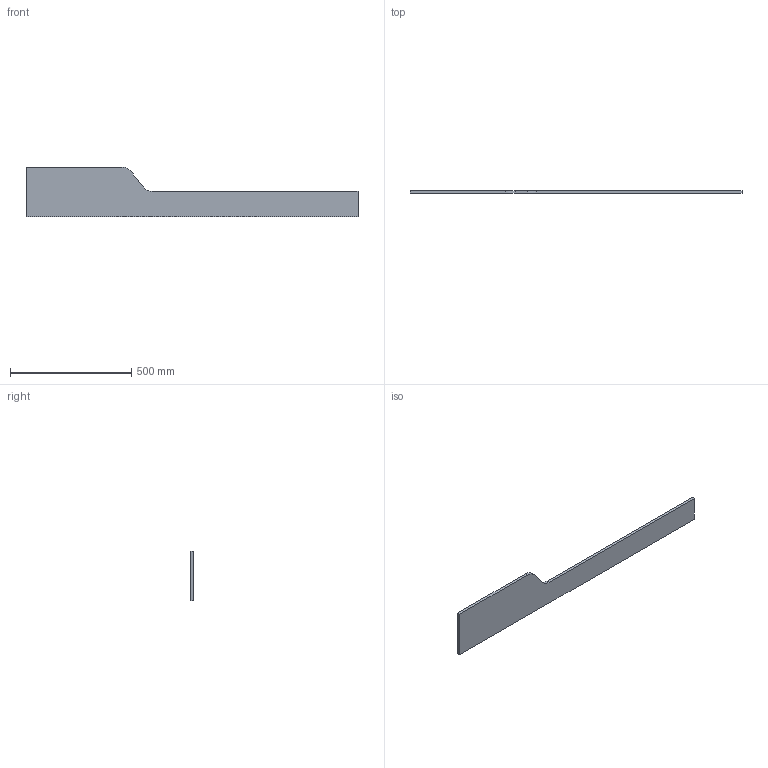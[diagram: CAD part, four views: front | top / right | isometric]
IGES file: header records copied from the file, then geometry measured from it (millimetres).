
Global section: file name: 430360227; native system: Autodesk Inventor 2018; preprocessor: unknown; author: JANAN; date: 20201214.080153; units: millimetre
Bounding box: 1370 x 12 x 205 mm (x, y, z)
Volume: 2276803.1 mm3; surface area: 416571 mm2
Topology: 1 solids, 1 shells, 10 faces, 24 edges, 16 vertices
Faces by surface type: bspline 10
